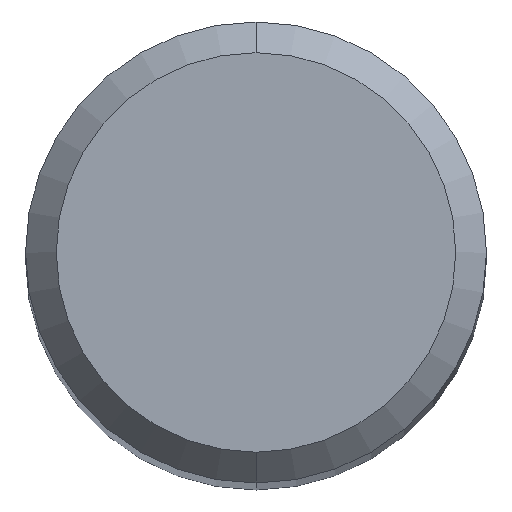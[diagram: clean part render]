
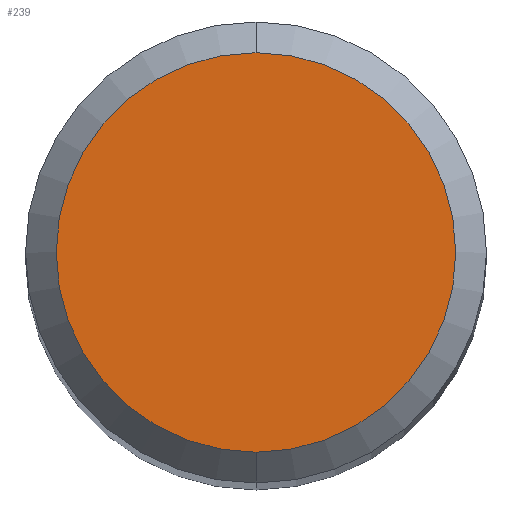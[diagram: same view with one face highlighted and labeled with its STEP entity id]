
A CAD part, top view. The second image highlights one B-rep face of the part: STEP entity #239.
In plain terms, the highlighted planar face has unit normal (0, 0, 1).
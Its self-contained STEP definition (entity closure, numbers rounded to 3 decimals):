
#191=VERTEX_POINT('',#498);
#239=ADVANCED_FACE('',(#552),#553,.T.);
#321=VERTEX_POINT('',#641);
#357=EDGE_CURVE('',#321,#191,#679,.T.);
#399=EDGE_CURVE('',#191,#321,#726,.T.);
#498=CARTESIAN_POINT('',(0.0,2.6,0.0));
#552=FACE_OUTER_BOUND('',#937,.T.);
#553=PLANE('',#938);
#641=CARTESIAN_POINT('',(0.,-2.6,0.0));
#679=CIRCLE('',#1203,2.6);
#726=CIRCLE('',#1282,2.6);
#937=EDGE_LOOP('',(#1522,#1523));
#938=AXIS2_PLACEMENT_3D('',#1524,#1525,#1526);
#1203=AXIS2_PLACEMENT_3D('',#1638,#1639,#1640);
#1282=AXIS2_PLACEMENT_3D('',#1694,#1695,#1696);
#1522=ORIENTED_EDGE('',*,*,#399,.F.);
#1523=ORIENTED_EDGE('',*,*,#357,.F.);
#1524=CARTESIAN_POINT('',(0.0,1.3,0.0));
#1525=DIRECTION('',(-0.0,0.0,1.0));
#1526=DIRECTION('',(0.0,-1.0,0.0));
#1638=CARTESIAN_POINT('',(0.0,0.0,0.0));
#1639=DIRECTION('',(0.0,0.0,-1.0));
#1640=DIRECTION('',(0.0,1.0,0.0));
#1694=CARTESIAN_POINT('',(0.0,0.0,0.0));
#1695=DIRECTION('',(0.0,0.0,-1.0));
#1696=DIRECTION('',(0.0,1.0,0.0));
